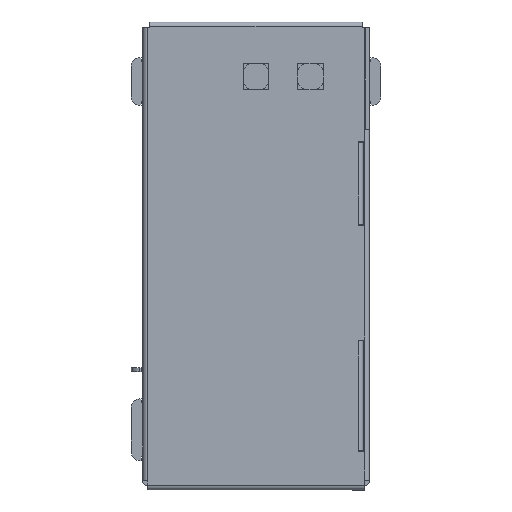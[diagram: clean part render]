
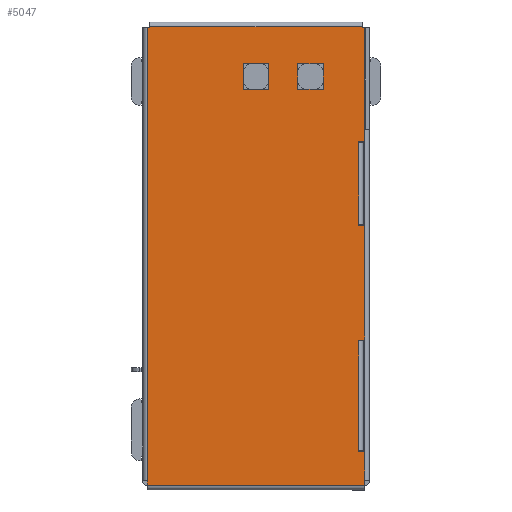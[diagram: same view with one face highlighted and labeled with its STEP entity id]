
A CAD part, top view. The second image highlights one B-rep face of the part: STEP entity #5047.
In plain terms, the highlighted planar face has unit normal (0, 0, 1).
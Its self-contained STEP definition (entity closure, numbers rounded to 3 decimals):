
#33=FACE_BOUND('',#579,.T.);
#34=FACE_BOUND('',#580,.T.);
#279=FACE_OUTER_BOUND('',#578,.T.);
#578=EDGE_LOOP('',(#3831,#3832,#3833,#3834,#3835,#3836,#3837,#3838,#3839,
#3840,#3841,#3842,#3843,#3844,#3845,#3846,#3847,#3848,#3849,#3850,#3851,
#3852,#3853,#3854,#3855));
#579=EDGE_LOOP('',(#3856,#3857,#3858,#3859));
#580=EDGE_LOOP('',(#3860,#3861,#3862,#3863));
#845=LINE('',#7176,#1492);
#855=LINE('',#7200,#1502);
#887=LINE('',#7265,#1534);
#1058=LINE('',#7659,#1705);
#1065=LINE('',#7677,#1712);
#1067=LINE('',#7681,#1714);
#1068=LINE('',#7683,#1715);
#1069=LINE('',#7685,#1716);
#1070=LINE('',#7687,#1717);
#1071=LINE('',#7689,#1718);
#1072=LINE('',#7691,#1719);
#1073=LINE('',#7693,#1720);
#1074=LINE('',#7695,#1721);
#1075=LINE('',#7697,#1722);
#1076=LINE('',#7699,#1723);
#1077=LINE('',#7701,#1724);
#1078=LINE('',#7703,#1725);
#1079=LINE('',#7705,#1726);
#1080=LINE('',#7707,#1727);
#1081=LINE('',#7709,#1728);
#1082=LINE('',#7711,#1729);
#1083=LINE('',#7712,#1730);
#1084=LINE('',#7714,#1731);
#1085=LINE('',#7716,#1732);
#1086=LINE('',#7717,#1733);
#1087=LINE('',#7720,#1734);
#1088=LINE('',#7722,#1735);
#1089=LINE('',#7724,#1736);
#1090=LINE('',#7725,#1737);
#1091=LINE('',#7728,#1738);
#1092=LINE('',#7730,#1739);
#1093=LINE('',#7732,#1740);
#1094=LINE('',#7733,#1741);
#1492=VECTOR('',#5762,10.);
#1502=VECTOR('',#5792,10.);
#1534=VECTOR('',#5828,10.);
#1705=VECTOR('',#6179,10.);
#1712=VECTOR('',#6206,10.);
#1714=VECTOR('',#6210,10.);
#1715=VECTOR('',#6211,10.);
#1716=VECTOR('',#6212,10.);
#1717=VECTOR('',#6213,10.);
#1718=VECTOR('',#6214,10.);
#1719=VECTOR('',#6215,10.);
#1720=VECTOR('',#6216,10.);
#1721=VECTOR('',#6217,10.);
#1722=VECTOR('',#6218,10.);
#1723=VECTOR('',#6219,10.);
#1724=VECTOR('',#6220,10.);
#1725=VECTOR('',#6221,10.);
#1726=VECTOR('',#6222,10.);
#1727=VECTOR('',#6223,10.);
#1728=VECTOR('',#6224,10.);
#1729=VECTOR('',#6225,10.);
#1730=VECTOR('',#6226,10.);
#1731=VECTOR('',#6227,10.);
#1732=VECTOR('',#6228,10.);
#1733=VECTOR('',#6229,10.);
#1734=VECTOR('',#6230,10.);
#1735=VECTOR('',#6231,10.);
#1736=VECTOR('',#6232,10.);
#1737=VECTOR('',#6233,10.);
#1738=VECTOR('',#6234,10.);
#1739=VECTOR('',#6235,10.);
#1740=VECTOR('',#6236,10.);
#1741=VECTOR('',#6237,10.);
#2124=VERTEX_POINT('',#7173);
#2125=VERTEX_POINT('',#7175);
#2129=VERTEX_POINT('',#7198);
#2160=VERTEX_POINT('',#7264);
#2292=VERTEX_POINT('',#7656);
#2293=VERTEX_POINT('',#7658);
#2294=VERTEX_POINT('',#7676);
#2295=VERTEX_POINT('',#7680);
#2296=VERTEX_POINT('',#7682);
#2297=VERTEX_POINT('',#7684);
#2298=VERTEX_POINT('',#7686);
#2299=VERTEX_POINT('',#7688);
#2300=VERTEX_POINT('',#7690);
#2301=VERTEX_POINT('',#7692);
#2302=VERTEX_POINT('',#7694);
#2303=VERTEX_POINT('',#7696);
#2304=VERTEX_POINT('',#7698);
#2305=VERTEX_POINT('',#7700);
#2306=VERTEX_POINT('',#7702);
#2307=VERTEX_POINT('',#7704);
#2308=VERTEX_POINT('',#7706);
#2309=VERTEX_POINT('',#7708);
#2310=VERTEX_POINT('',#7710);
#2311=VERTEX_POINT('',#7713);
#2312=VERTEX_POINT('',#7715);
#2313=VERTEX_POINT('',#7718);
#2314=VERTEX_POINT('',#7719);
#2315=VERTEX_POINT('',#7721);
#2316=VERTEX_POINT('',#7723);
#2317=VERTEX_POINT('',#7726);
#2318=VERTEX_POINT('',#7727);
#2319=VERTEX_POINT('',#7729);
#2320=VERTEX_POINT('',#7731);
#2598=EDGE_CURVE('',#2125,#2124,#845,.T.);
#2611=EDGE_CURVE('',#2129,#2124,#855,.T.);
#2643=EDGE_CURVE('',#2160,#2125,#887,.T.);
#2839=EDGE_CURVE('',#2293,#2292,#1058,.T.);
#2849=EDGE_CURVE('',#2294,#2293,#1065,.T.);
#2851=EDGE_CURVE('',#2129,#2295,#1067,.T.);
#2852=EDGE_CURVE('',#2295,#2296,#1068,.T.);
#2853=EDGE_CURVE('',#2296,#2297,#1069,.T.);
#2854=EDGE_CURVE('',#2297,#2298,#1070,.T.);
#2855=EDGE_CURVE('',#2298,#2299,#1071,.T.);
#2856=EDGE_CURVE('',#2299,#2300,#1072,.T.);
#2857=EDGE_CURVE('',#2300,#2301,#1073,.T.);
#2858=EDGE_CURVE('',#2302,#2301,#1074,.T.);
#2859=EDGE_CURVE('',#2302,#2303,#1075,.T.);
#2860=EDGE_CURVE('',#2303,#2304,#1076,.T.);
#2861=EDGE_CURVE('',#2304,#2305,#1077,.T.);
#2862=EDGE_CURVE('',#2305,#2306,#1078,.T.);
#2863=EDGE_CURVE('',#2306,#2307,#1079,.T.);
#2864=EDGE_CURVE('',#2307,#2308,#1080,.T.);
#2865=EDGE_CURVE('',#2308,#2309,#1081,.T.);
#2866=EDGE_CURVE('',#2310,#2309,#1082,.T.);
#2867=EDGE_CURVE('',#2310,#2294,#1083,.T.);
#2868=EDGE_CURVE('',#2311,#2292,#1084,.T.);
#2869=EDGE_CURVE('',#2311,#2312,#1085,.T.);
#2870=EDGE_CURVE('',#2312,#2160,#1086,.T.);
#2871=EDGE_CURVE('',#2313,#2314,#1087,.T.);
#2872=EDGE_CURVE('',#2314,#2315,#1088,.T.);
#2873=EDGE_CURVE('',#2315,#2316,#1089,.T.);
#2874=EDGE_CURVE('',#2316,#2313,#1090,.T.);
#2875=EDGE_CURVE('',#2317,#2318,#1091,.T.);
#2876=EDGE_CURVE('',#2318,#2319,#1092,.T.);
#2877=EDGE_CURVE('',#2319,#2320,#1093,.T.);
#2878=EDGE_CURVE('',#2320,#2317,#1094,.T.);
#3831=ORIENTED_EDGE('',*,*,#2598,.T.);
#3832=ORIENTED_EDGE('',*,*,#2611,.F.);
#3833=ORIENTED_EDGE('',*,*,#2851,.T.);
#3834=ORIENTED_EDGE('',*,*,#2852,.T.);
#3835=ORIENTED_EDGE('',*,*,#2853,.T.);
#3836=ORIENTED_EDGE('',*,*,#2854,.T.);
#3837=ORIENTED_EDGE('',*,*,#2855,.T.);
#3838=ORIENTED_EDGE('',*,*,#2856,.T.);
#3839=ORIENTED_EDGE('',*,*,#2857,.T.);
#3840=ORIENTED_EDGE('',*,*,#2858,.F.);
#3841=ORIENTED_EDGE('',*,*,#2859,.T.);
#3842=ORIENTED_EDGE('',*,*,#2860,.T.);
#3843=ORIENTED_EDGE('',*,*,#2861,.T.);
#3844=ORIENTED_EDGE('',*,*,#2862,.T.);
#3845=ORIENTED_EDGE('',*,*,#2863,.T.);
#3846=ORIENTED_EDGE('',*,*,#2864,.T.);
#3847=ORIENTED_EDGE('',*,*,#2865,.T.);
#3848=ORIENTED_EDGE('',*,*,#2866,.F.);
#3849=ORIENTED_EDGE('',*,*,#2867,.T.);
#3850=ORIENTED_EDGE('',*,*,#2849,.T.);
#3851=ORIENTED_EDGE('',*,*,#2839,.T.);
#3852=ORIENTED_EDGE('',*,*,#2868,.F.);
#3853=ORIENTED_EDGE('',*,*,#2869,.T.);
#3854=ORIENTED_EDGE('',*,*,#2870,.T.);
#3855=ORIENTED_EDGE('',*,*,#2643,.T.);
#3856=ORIENTED_EDGE('',*,*,#2871,.T.);
#3857=ORIENTED_EDGE('',*,*,#2872,.T.);
#3858=ORIENTED_EDGE('',*,*,#2873,.T.);
#3859=ORIENTED_EDGE('',*,*,#2874,.T.);
#3860=ORIENTED_EDGE('',*,*,#2875,.T.);
#3861=ORIENTED_EDGE('',*,*,#2876,.T.);
#3862=ORIENTED_EDGE('',*,*,#2877,.T.);
#3863=ORIENTED_EDGE('',*,*,#2878,.T.);
#4788=PLANE('',#5383);
#5047=ADVANCED_FACE('',(#279,#33,#34),#4788,.T.);
#5383=AXIS2_PLACEMENT_3D('',#7679,#6208,#6209);
#5762=DIRECTION('',(1.,0.,0.));
#5792=DIRECTION('',(0.,-1.,0.));
#5828=DIRECTION('',(0.,-1.,0.));
#6179=DIRECTION('',(-1.,0.,0.));
#6206=DIRECTION('',(0.,1.,0.));
#6208=DIRECTION('center_axis',(0.,0.,1.));
#6209=DIRECTION('ref_axis',(1.,0.,0.));
#6210=DIRECTION('',(-1.,0.,0.));
#6211=DIRECTION('',(0.,1.,0.));
#6212=DIRECTION('',(1.,0.,0.));
#6213=DIRECTION('',(0.,1.,0.));
#6214=DIRECTION('',(-1.,0.,0.));
#6215=DIRECTION('',(0.,1.,0.));
#6216=DIRECTION('',(1.,0.,0.));
#6217=DIRECTION('',(0.,-1.,0.));
#6218=DIRECTION('',(-1.,0.,0.));
#6219=DIRECTION('',(0.,1.,0.));
#6220=DIRECTION('',(1.,0.,0.));
#6221=DIRECTION('',(0.,1.,0.));
#6222=DIRECTION('',(-1.,0.,0.));
#6223=DIRECTION('',(0.,1.,0.));
#6224=DIRECTION('',(1.,0.,0.));
#6225=DIRECTION('',(0.,-1.,0.));
#6226=DIRECTION('',(-1.,0.,0.));
#6227=DIRECTION('',(0.,1.,0.));
#6228=DIRECTION('',(-1.,0.,0.));
#6229=DIRECTION('',(0.,-1.,0.));
#6230=DIRECTION('',(0.,-1.,0.));
#6231=DIRECTION('',(-1.,0.,0.));
#6232=DIRECTION('',(0.,1.,0.));
#6233=DIRECTION('',(1.,0.,0.));
#6234=DIRECTION('',(0.,-1.,0.));
#6235=DIRECTION('',(-1.,0.,0.));
#6236=DIRECTION('',(0.,1.,0.));
#6237=DIRECTION('',(1.,0.,0.));
#7173=CARTESIAN_POINT('',(38.4,-81.6,34.7));
#7175=CARTESIAN_POINT('',(-38.4,-81.6,34.7));
#7176=CARTESIAN_POINT('',(18.377,-81.6,34.7));
#7198=CARTESIAN_POINT('',(38.4,-69.7,34.7));
#7200=CARTESIAN_POINT('',(38.4,-80.,34.7));
#7264=CARTESIAN_POINT('',(-38.4,-80.,34.7));
#7265=CARTESIAN_POINT('',(-38.4,-80.,34.7));
#7656=CARTESIAN_POINT('',(-37.5,80.4,34.7));
#7658=CARTESIAN_POINT('',(37.5,80.4,34.7));
#7659=CARTESIAN_POINT('',(-19.573,80.4,34.7));
#7676=CARTESIAN_POINT('',(37.5,80.,34.7));
#7677=CARTESIAN_POINT('',(37.5,80.,34.7));
#7679=CARTESIAN_POINT('Origin',(-1.647,0.,34.7));
#7680=CARTESIAN_POINT('',(36.1,-69.7,34.7));
#7681=CARTESIAN_POINT('',(17.227,-69.7,34.7));
#7682=CARTESIAN_POINT('',(36.1,-69.4,34.7));
#7683=CARTESIAN_POINT('',(36.1,-34.7,34.7));
#7684=CARTESIAN_POINT('',(36.2,-69.4,34.7));
#7685=CARTESIAN_POINT('',(17.327,-69.4,34.7));
#7686=CARTESIAN_POINT('',(36.2,-30.6,34.7));
#7687=CARTESIAN_POINT('',(36.2,-15.3,34.7));
#7688=CARTESIAN_POINT('',(36.1,-30.6,34.7));
#7689=CARTESIAN_POINT('',(17.227,-30.6,34.7));
#7690=CARTESIAN_POINT('',(36.1,-30.3,34.7));
#7691=CARTESIAN_POINT('',(36.1,-15.15,34.7));
#7692=CARTESIAN_POINT('',(38.4,-30.3,34.7));
#7693=CARTESIAN_POINT('',(36.3,-30.3,34.7));
#7694=CARTESIAN_POINT('',(38.4,10.3,34.7));
#7695=CARTESIAN_POINT('',(38.4,-30.3,34.7));
#7696=CARTESIAN_POINT('',(36.1,10.3,34.7));
#7697=CARTESIAN_POINT('',(17.227,10.3,34.7));
#7698=CARTESIAN_POINT('',(36.1,10.6,34.7));
#7699=CARTESIAN_POINT('',(36.1,5.3,34.7));
#7700=CARTESIAN_POINT('',(36.2,10.6,34.7));
#7701=CARTESIAN_POINT('',(17.327,10.6,34.7));
#7702=CARTESIAN_POINT('',(36.2,39.4,34.7));
#7703=CARTESIAN_POINT('',(36.2,19.7,34.7));
#7704=CARTESIAN_POINT('',(36.1,39.4,34.7));
#7705=CARTESIAN_POINT('',(17.227,39.4,34.7));
#7706=CARTESIAN_POINT('',(36.1,39.7,34.7));
#7707=CARTESIAN_POINT('',(36.1,19.85,34.7));
#7708=CARTESIAN_POINT('',(38.4,39.7,34.7));
#7709=CARTESIAN_POINT('',(36.3,39.7,34.7));
#7710=CARTESIAN_POINT('',(38.4,80.,34.7));
#7711=CARTESIAN_POINT('',(38.4,39.7,34.7));
#7712=CARTESIAN_POINT('',(-38.4,80.,34.7));
#7713=CARTESIAN_POINT('',(-37.5,80.,34.7));
#7714=CARTESIAN_POINT('',(-37.5,80.,34.7));
#7715=CARTESIAN_POINT('',(-38.4,80.,34.7));
#7716=CARTESIAN_POINT('',(-38.4,80.,34.7));
#7717=CARTESIAN_POINT('',(-38.4,0.,34.7));
#7718=CARTESIAN_POINT('',(4.5,67.25,34.7));
#7719=CARTESIAN_POINT('',(4.5,58.25,34.7));
#7720=CARTESIAN_POINT('',(4.5,33.625,34.7));
#7721=CARTESIAN_POINT('',(-4.5,58.25,34.7));
#7722=CARTESIAN_POINT('',(1.427,58.25,34.7));
#7723=CARTESIAN_POINT('',(-4.5,67.25,34.7));
#7724=CARTESIAN_POINT('',(-4.5,29.125,34.7));
#7725=CARTESIAN_POINT('',(-3.073,67.25,34.7));
#7726=CARTESIAN_POINT('',(23.75,67.25,34.7));
#7727=CARTESIAN_POINT('',(23.75,58.25,34.7));
#7728=CARTESIAN_POINT('',(23.75,33.625,34.7));
#7729=CARTESIAN_POINT('',(14.75,58.25,34.7));
#7730=CARTESIAN_POINT('',(11.052,58.25,34.7));
#7731=CARTESIAN_POINT('',(14.75,67.25,34.7));
#7732=CARTESIAN_POINT('',(14.75,29.125,34.7));
#7733=CARTESIAN_POINT('',(6.552,67.25,34.7));
